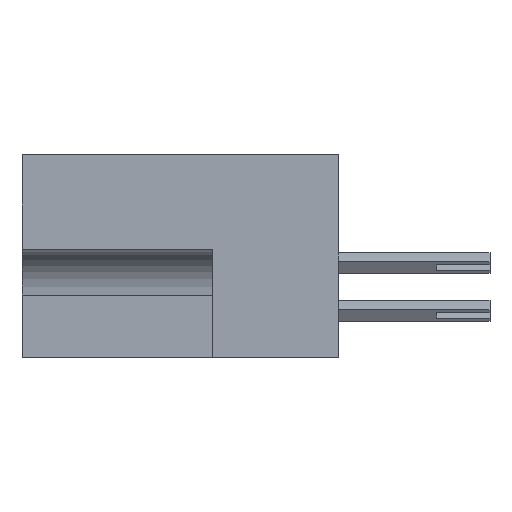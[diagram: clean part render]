
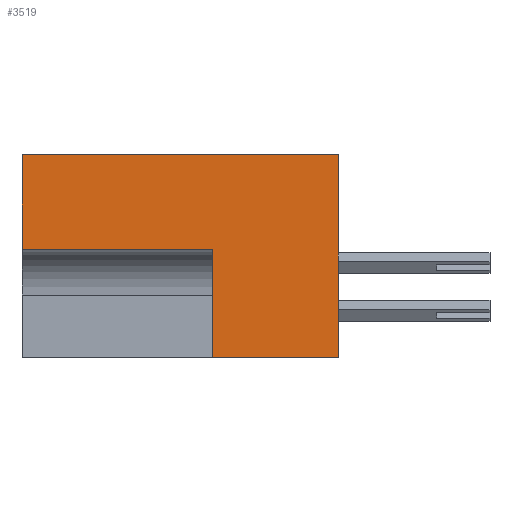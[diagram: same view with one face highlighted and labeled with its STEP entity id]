
A CAD part, left-side view. The second image highlights one B-rep face of the part: STEP entity #3519.
In plain terms, the highlighted planar face has unit normal (-1, 0, 0).
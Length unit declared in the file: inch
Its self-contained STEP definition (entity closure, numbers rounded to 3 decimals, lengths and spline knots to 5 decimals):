
#63 = VERTEX_POINT ( 'NONE', #7462 ) ;
#267 = CARTESIAN_POINT ( 'NONE',  ( 0., 0.328, -0.531 ) ) ;
#772 = LINE ( 'NONE', #4629, #1150 ) ;
#879 = VERTEX_POINT ( 'NONE', #267 ) ;
#1114 = VECTOR ( 'NONE', #9199, 39.37008 ) ;
#1150 = VECTOR ( 'NONE', #8342, 39.37008 ) ;
#1243 = VECTOR ( 'NONE', #5114, 39.37008 ) ;
#1338 = VECTOR ( 'NONE', #12384, 39.37008 ) ;
#1473 = VERTEX_POINT ( 'NONE', #14109 ) ;
#1491 = ORIENTED_EDGE ( 'NONE', *, *, #15301, .T. ) ;
#1902 = CARTESIAN_POINT ( 'NONE',  ( 0., 0.828, 0. ) ) ;
#2111 = DIRECTION ( 'NONE',  ( 0., 0., 1. ) ) ;
#2513 = CARTESIAN_POINT ( 'NONE',  ( 0., 0.328, -0.248 ) ) ;
#2546 = ORIENTED_EDGE ( 'NONE', *, *, #13564, .F. ) ;
#2734 = FACE_OUTER_BOUND ( 'NONE', #3061, .T. ) ;
#2785 = ORIENTED_EDGE ( 'NONE', *, *, #14665, .T. ) ;
#2842 = CARTESIAN_POINT ( 'NONE',  ( 0., 0.828, 0. ) ) ;
#3052 = ORIENTED_EDGE ( 'NONE', *, *, #9708, .F. ) ;
#3061 = EDGE_LOOP ( 'NONE', ( #14618, #8621, #3052, #2785, #1491, #2546 ) ) ;
#3519 = ADVANCED_FACE ( 'NONE', ( #2734 ), #16065, .F. ) ;
#4629 = CARTESIAN_POINT ( 'NONE',  ( 0., 0.453, -0.531 ) ) ;
#4852 = DIRECTION ( 'NONE',  ( 1., 0., 0. ) ) ;
#5114 = DIRECTION ( 'NONE',  ( 0., 0., 1. ) ) ;
#6361 = VERTEX_POINT ( 'NONE', #11646 ) ;
#6801 = VERTEX_POINT ( 'NONE', #9054 ) ;
#6890 = LINE ( 'NONE', #2842, #15648 ) ;
#7380 = DIRECTION ( 'NONE',  ( 0., 0., -1. ) ) ;
#7462 = CARTESIAN_POINT ( 'NONE',  ( 0., 0., 0. ) ) ;
#7591 = VERTEX_POINT ( 'NONE', #1902 ) ;
#8117 = EDGE_CURVE ( 'NONE', #6801, #7591, #6890, .T. ) ;
#8342 = DIRECTION ( 'NONE',  ( 0., -1., 0. ) ) ;
#8488 = LINE ( 'NONE', #9250, #1114 ) ;
#8621 = ORIENTED_EDGE ( 'NONE', *, *, #14830, .F. ) ;
#8722 = CARTESIAN_POINT ( 'NONE',  ( 0., 0.453, 0. ) ) ;
#8813 = LINE ( 'NONE', #16046, #1243 ) ;
#9054 = CARTESIAN_POINT ( 'NONE',  ( 0., 0.828, -0.248 ) ) ;
#9199 = DIRECTION ( 'NONE',  ( 0., 0., 1. ) ) ;
#9250 = CARTESIAN_POINT ( 'NONE',  ( 0., 0.328, -0.531 ) ) ;
#9708 = EDGE_CURVE ( 'NONE', #879, #6361, #8488, .T. ) ;
#10097 = LINE ( 'NONE', #2513, #1338 ) ;
#10532 = LINE ( 'NONE', #10637, #13439 ) ;
#10637 = CARTESIAN_POINT ( 'NONE',  ( 0., 0.453, 0. ) ) ;
#11646 = CARTESIAN_POINT ( 'NONE',  ( 0., 0.328, -0.248 ) ) ;
#11947 = DIRECTION ( 'NONE',  ( 0., -1., 0. ) ) ;
#12384 = DIRECTION ( 'NONE',  ( 0., 1., 0. ) ) ;
#13439 = VECTOR ( 'NONE', #11947, 39.37008 ) ;
#13564 = EDGE_CURVE ( 'NONE', #7591, #63, #10532, .T. ) ;
#13787 = AXIS2_PLACEMENT_3D ( 'NONE', #8722, #4852, #7380 ) ;
#14109 = CARTESIAN_POINT ( 'NONE',  ( 0., 0., -0.531 ) ) ;
#14618 = ORIENTED_EDGE ( 'NONE', *, *, #8117, .F. ) ;
#14665 = EDGE_CURVE ( 'NONE', #879, #1473, #772, .T. ) ;
#14830 = EDGE_CURVE ( 'NONE', #6361, #6801, #10097, .T. ) ;
#15301 = EDGE_CURVE ( 'NONE', #1473, #63, #8813, .T. ) ;
#15648 = VECTOR ( 'NONE', #2111, 39.37008 ) ;
#16046 = CARTESIAN_POINT ( 'NONE',  ( 0., 0., 0. ) ) ;
#16065 = PLANE ( 'NONE',  #13787 ) ;
